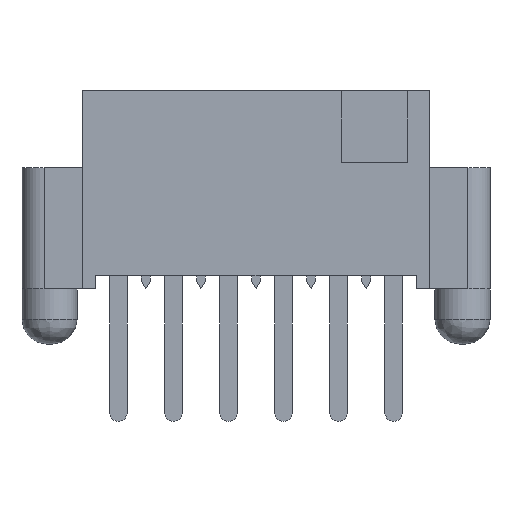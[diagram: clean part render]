
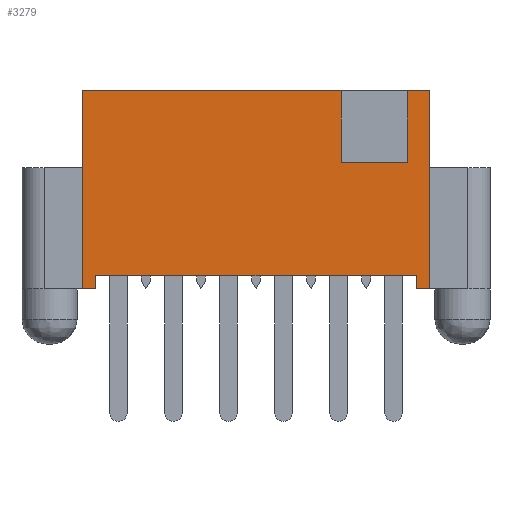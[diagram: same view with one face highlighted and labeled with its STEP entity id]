
A CAD part, front view. The second image highlights one B-rep face of the part: STEP entity #3279.
In plain terms, the highlighted planar face has unit normal (0, -1, 0).
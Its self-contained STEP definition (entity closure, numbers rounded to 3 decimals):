
#193=FACE_OUTER_BOUND($,#398,.T.);
#398=EDGE_LOOP($,(#2464,#2465,#2466,#2467,#2468,#2469,#2470,#2471,#2472,
#2473,#2474,#2475));
#567=LINE($,#4639,#976);
#579=LINE($,#4667,#988);
#581=LINE($,#4670,#990);
#674=LINE($,#4914,#1083);
#693=LINE($,#4999,#1102);
#698=LINE($,#5009,#1107);
#720=LINE($,#5054,#1129);
#721=LINE($,#5056,#1130);
#722=LINE($,#5058,#1131);
#723=LINE($,#5060,#1132);
#724=LINE($,#5062,#1133);
#725=LINE($,#5063,#1134);
#976=VECTOR($,#3727,0.305);
#988=VECTOR($,#3751,4.572);
#990=VECTOR($,#3755,0.305);
#1083=VECTOR($,#3954,7.391);
#1102=VECTOR($,#3997,0.305);
#1107=VECTOR($,#4008,0.305);
#1129=VECTOR($,#4050,4.572);
#1130=VECTOR($,#4051,0.508);
#1131=VECTOR($,#4052,1.651);
#1132=VECTOR($,#4053,1.524);
#1133=VECTOR($,#4054,1.651);
#1134=VECTOR($,#4055,5.969);
#1375=VERTEX_POINT($,#4633);
#1377=VERTEX_POINT($,#4637);
#1386=VERTEX_POINT($,#4664);
#1387=VERTEX_POINT($,#4666);
#1455=VERTEX_POINT($,#4913);
#1478=VERTEX_POINT($,#4996);
#1479=VERTEX_POINT($,#4998);
#1494=VERTEX_POINT($,#5053);
#1495=VERTEX_POINT($,#5055);
#1496=VERTEX_POINT($,#5057);
#1497=VERTEX_POINT($,#5059);
#1498=VERTEX_POINT($,#5061);
#1689=EDGE_CURVE($,#1375,#1377,#567,.T.);
#1701=EDGE_CURVE($,#1387,#1386,#579,.T.);
#1703=EDGE_CURVE($,#1375,#1386,#581,.T.);
#1808=EDGE_CURVE($,#1377,#1455,#674,.T.);
#1836=EDGE_CURVE($,#1479,#1478,#693,.T.);
#1842=EDGE_CURVE($,#1455,#1479,#698,.T.);
#1864=EDGE_CURVE($,#1478,#1494,#720,.T.);
#1865=EDGE_CURVE($,#1494,#1495,#721,.T.);
#1866=EDGE_CURVE($,#1495,#1496,#722,.T.);
#1867=EDGE_CURVE($,#1496,#1497,#723,.T.);
#1868=EDGE_CURVE($,#1497,#1498,#724,.T.);
#1869=EDGE_CURVE($,#1498,#1387,#725,.T.);
#2464=ORIENTED_EDGE($,*,*,#1808,.T.);
#2465=ORIENTED_EDGE($,*,*,#1842,.T.);
#2466=ORIENTED_EDGE($,*,*,#1836,.T.);
#2467=ORIENTED_EDGE($,*,*,#1864,.T.);
#2468=ORIENTED_EDGE($,*,*,#1865,.T.);
#2469=ORIENTED_EDGE($,*,*,#1866,.T.);
#2470=ORIENTED_EDGE($,*,*,#1867,.T.);
#2471=ORIENTED_EDGE($,*,*,#1868,.T.);
#2472=ORIENTED_EDGE($,*,*,#1869,.T.);
#2473=ORIENTED_EDGE($,*,*,#1701,.T.);
#2474=ORIENTED_EDGE($,*,*,#1703,.F.);
#2475=ORIENTED_EDGE($,*,*,#1689,.T.);
#3095=PLANE($,#3522);
#3279=ADVANCED_FACE($,(#193),#3095,.T.);
#3522=AXIS2_PLACEMENT_3D($,#5052,#4048,#4049);
#3727=DIRECTION($,(0.,0.,1.));
#3751=DIRECTION($,(0.,0.,-1.));
#3755=DIRECTION($,(-1.,0.,0.));
#3954=DIRECTION($,(1.,0.,0.));
#3997=DIRECTION($,(1.,0.,0.));
#4008=DIRECTION($,(0.,0.,-1.));
#4048=DIRECTION('center_axis',(0.,-1.,0.));
#4049=DIRECTION('ref_axis',(1.,0.,0.));
#4050=DIRECTION($,(0.,0.,1.));
#4051=DIRECTION($,(-1.,0.,0.));
#4052=DIRECTION($,(0.,0.,-1.));
#4053=DIRECTION($,(-1.,0.,0.));
#4054=DIRECTION($,(0.,0.,1.));
#4055=DIRECTION($,(-1.,0.,0.));
#4633=CARTESIAN_POINT('',(-3.696,-1.524,0.));
#4637=CARTESIAN_POINT('',(-3.696,-1.524,0.305));
#4639=CARTESIAN_POINT($,(-3.696,-1.524,2.286));
#4664=CARTESIAN_POINT('',(-4.,-1.524,0.));
#4666=CARTESIAN_POINT('',(-4.001,-1.524,4.572));
#4667=CARTESIAN_POINT($,(-4.001,-1.524,2.286));
#4670=CARTESIAN_POINT($,(-4.232,-1.524,0.));
#4913=CARTESIAN_POINT('',(3.696,-1.524,0.305));
#4914=CARTESIAN_POINT($,(-9.081,-1.524,0.305));
#4996=CARTESIAN_POINT('',(4.,-1.524,0.));
#4998=CARTESIAN_POINT('',(3.696,-1.524,0.));
#4999=CARTESIAN_POINT($,(-2.54,-1.524,0.));
#5009=CARTESIAN_POINT($,(3.696,-1.524,2.286));
#5052=CARTESIAN_POINT('Origin',(-9.081,-1.524,0.));
#5053=CARTESIAN_POINT('',(4.001,-1.524,4.572));
#5054=CARTESIAN_POINT($,(4.001,-1.524,2.286));
#5055=CARTESIAN_POINT('',(3.493,-1.524,4.572));
#5056=CARTESIAN_POINT($,(-2.54,-1.524,4.572));
#5057=CARTESIAN_POINT('',(3.493,-1.524,2.921));
#5058=CARTESIAN_POINT($,(3.493,-1.524,2.286));
#5059=CARTESIAN_POINT('',(1.968,-1.524,2.921));
#5060=CARTESIAN_POINT($,(-2.54,-1.524,2.921));
#5061=CARTESIAN_POINT('',(1.968,-1.524,4.572));
#5062=CARTESIAN_POINT($,(1.968,-1.524,2.286));
#5063=CARTESIAN_POINT($,(-2.54,-1.524,4.572));
